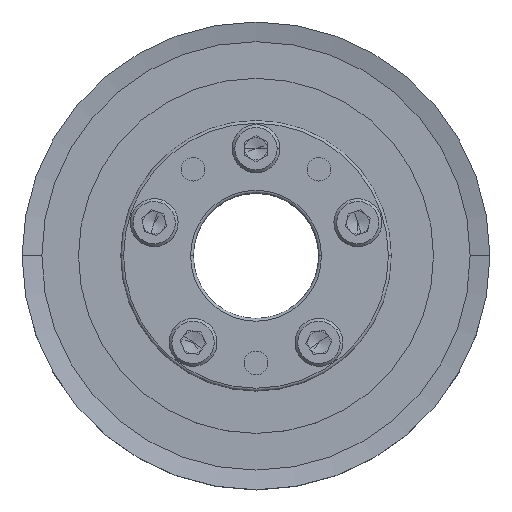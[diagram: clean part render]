
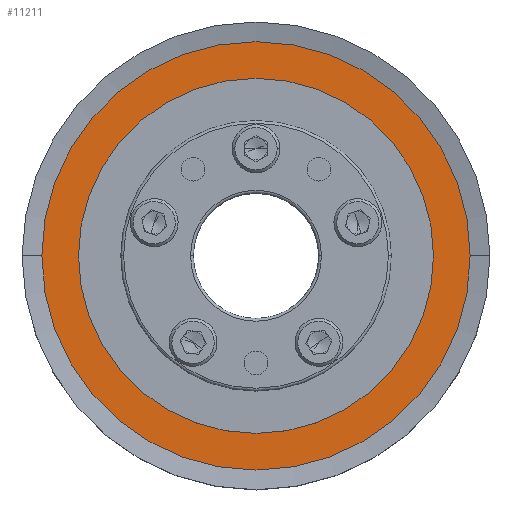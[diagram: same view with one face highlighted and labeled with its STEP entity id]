
A CAD part, top view. The second image highlights one B-rep face of the part: STEP entity #11211.
In plain terms, the highlighted planar face has unit normal (0, 0, 1).
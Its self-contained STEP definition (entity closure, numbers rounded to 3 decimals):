
#929 = DIRECTION ( 'NONE',  ( 1., 0., 0. ) ) ;
#997 = DIRECTION ( 'NONE',  ( 0., 0., 1. ) ) ;
#1116 = CARTESIAN_POINT ( 'NONE',  ( 31.5, 0., 21.1 ) ) ;
#1195 = CIRCLE ( 'NONE', #7980, 31.5 ) ;
#1561 = CIRCLE ( 'NONE', #10043, 38. ) ;
#1615 = EDGE_LOOP ( 'NONE', ( #4880, #6653 ) ) ;
#1699 = DIRECTION ( 'NONE',  ( 0., 0., 1. ) ) ;
#2938 = EDGE_CURVE ( 'NONE', #7451, #8307, #14259, .T. ) ;
#3106 = CARTESIAN_POINT ( 'NONE',  ( 0., 0., 21.1 ) ) ;
#3221 = CARTESIAN_POINT ( 'NONE',  ( 0., 0., 21.1 ) ) ;
#3410 = CARTESIAN_POINT ( 'NONE',  ( 38., 0., 21.1 ) ) ;
#3513 = VERTEX_POINT ( 'NONE', #3410 ) ;
#4208 = DIRECTION ( 'NONE',  ( 0., 0., 1. ) ) ;
#4218 = DIRECTION ( 'NONE',  ( 0., 0., 1. ) ) ;
#4281 = CARTESIAN_POINT ( 'NONE',  ( 0., 0., 21.1 ) ) ;
#4880 = ORIENTED_EDGE ( 'NONE', *, *, #2938, .F. ) ;
#5332 = DIRECTION ( 'NONE',  ( 1., 0., 0. ) ) ;
#5390 = DIRECTION ( 'NONE',  ( 1., 0., 0. ) ) ;
#5580 = FACE_OUTER_BOUND ( 'NONE', #7419, .T. ) ;
#6116 = ORIENTED_EDGE ( 'NONE', *, *, #13686, .T. ) ;
#6232 = AXIS2_PLACEMENT_3D ( 'NONE', #3106, #10315, #5390 ) ;
#6315 = DIRECTION ( 'NONE',  ( 1., 0., 0. ) ) ;
#6487 = EDGE_CURVE ( 'NONE', #8307, #7451, #1195, .T. ) ;
#6653 = ORIENTED_EDGE ( 'NONE', *, *, #6487, .F. ) ;
#7419 = EDGE_LOOP ( 'NONE', ( #10784, #6116 ) ) ;
#7451 = VERTEX_POINT ( 'NONE', #1116 ) ;
#7706 = CIRCLE ( 'NONE', #6232, 38. ) ;
#7924 = DIRECTION ( 'NONE',  ( 1., 0., 0. ) ) ;
#7980 = AXIS2_PLACEMENT_3D ( 'NONE', #4281, #4208, #929 ) ;
#8307 = VERTEX_POINT ( 'NONE', #12888 ) ;
#8694 = AXIS2_PLACEMENT_3D ( 'NONE', #11225, #997, #5332 ) ;
#9356 = CARTESIAN_POINT ( 'NONE',  ( -38., 0., 21.1 ) ) ;
#9899 = PLANE ( 'NONE',  #11239 ) ;
#10043 = AXIS2_PLACEMENT_3D ( 'NONE', #14275, #1699, #6315 ) ;
#10315 = DIRECTION ( 'NONE',  ( 0., 0., 1. ) ) ;
#10784 = ORIENTED_EDGE ( 'NONE', *, *, #11488, .T. ) ;
#11211 = ADVANCED_FACE ( 'NONE', ( #5580, #11402 ), #9899, .T. ) ;
#11225 = CARTESIAN_POINT ( 'NONE',  ( 0., 0., 21.1 ) ) ;
#11239 = AXIS2_PLACEMENT_3D ( 'NONE', #3221, #4218, #7924 ) ;
#11402 = FACE_BOUND ( 'NONE', #1615, .T. ) ;
#11488 = EDGE_CURVE ( 'NONE', #3513, #14675, #1561, .T. ) ;
#12888 = CARTESIAN_POINT ( 'NONE',  ( -31.5, 0., 21.1 ) ) ;
#13686 = EDGE_CURVE ( 'NONE', #14675, #3513, #7706, .T. ) ;
#14259 = CIRCLE ( 'NONE', #8694, 31.5 ) ;
#14275 = CARTESIAN_POINT ( 'NONE',  ( 0., 0., 21.1 ) ) ;
#14675 = VERTEX_POINT ( 'NONE', #9356 ) ;
